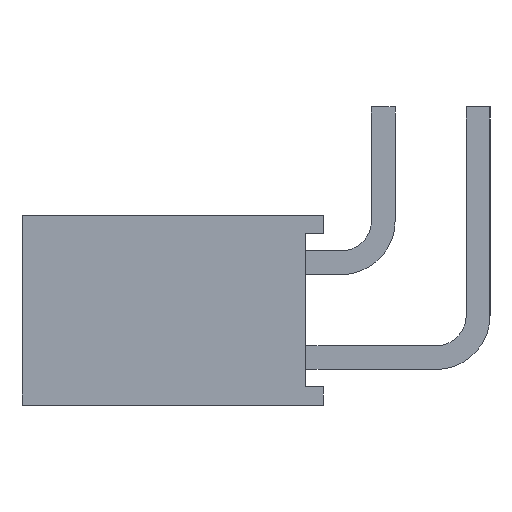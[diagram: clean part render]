
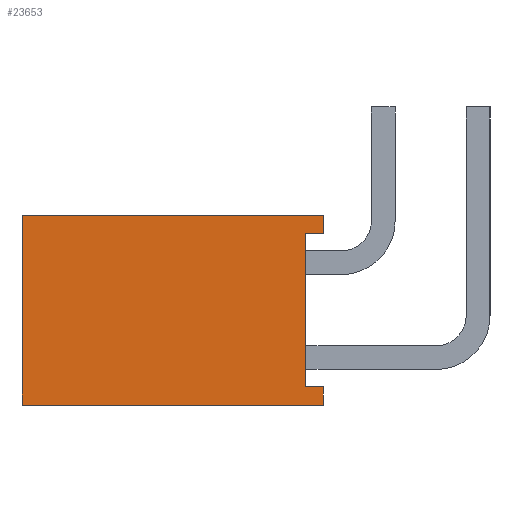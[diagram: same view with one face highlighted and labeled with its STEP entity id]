
A CAD part, left-side view. The second image highlights one B-rep face of the part: STEP entity #23653.
In plain terms, the highlighted planar face has unit normal (-1, 0, 0).
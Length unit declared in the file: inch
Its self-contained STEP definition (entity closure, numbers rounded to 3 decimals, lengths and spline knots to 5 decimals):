
#979=ORIENTED_EDGE('',*,*,#7753,.T.);
#980=ORIENTED_EDGE('',*,*,#7453,.T.);
#981=ORIENTED_EDGE('',*,*,#7619,.F.);
#982=ORIENTED_EDGE('',*,*,#7823,.F.);
#983=ORIENTED_EDGE('',*,*,#7613,.T.);
#984=ORIENTED_EDGE('',*,*,#7545,.T.);
#985=ORIENTED_EDGE('',*,*,#7822,.T.);
#986=ORIENTED_EDGE('',*,*,#7824,.T.);
#7453=EDGE_CURVE('',#10922,#10921,#13233,.T.);
#7545=EDGE_CURVE('',#11014,#11013,#13325,.T.);
#7613=EDGE_CURVE('',#11059,#11014,#13393,.T.);
#7619=EDGE_CURVE('',#11063,#10921,#13399,.T.);
#7753=EDGE_CURVE('',#11152,#10922,#13533,.T.);
#7822=EDGE_CURVE('',#11013,#11198,#13602,.T.);
#7823=EDGE_CURVE('',#11059,#11063,#13603,.T.);
#7824=EDGE_CURVE('',#11198,#11152,#13604,.T.);
#10921=VERTEX_POINT('',#32961);
#10922=VERTEX_POINT('',#32963);
#11013=VERTEX_POINT('',#33168);
#11014=VERTEX_POINT('',#33170);
#11059=VERTEX_POINT('',#33284);
#11063=VERTEX_POINT('',#33294);
#11152=VERTEX_POINT('',#33539);
#11198=VERTEX_POINT('',#33678);
#13233=LINE('',#32962,#16437);
#13325=LINE('',#33169,#16529);
#13393=LINE('',#33283,#16597);
#13399=LINE('',#33295,#16603);
#13533=LINE('',#33541,#16737);
#13602=LINE('',#33679,#16806);
#13603=LINE('',#33681,#16807);
#13604=LINE('',#33682,#16808);
#16437=VECTOR('',#26573,39.37008);
#16529=VECTOR('',#26711,39.37008);
#16597=VECTOR('',#26781,39.37008);
#16603=VECTOR('',#26789,39.37008);
#16737=VECTOR('',#26969,39.37008);
#16806=VECTOR('',#27084,39.37008);
#16807=VECTOR('',#27087,39.37008);
#16808=VECTOR('',#27088,39.37008);
#19645=EDGE_LOOP('',(#979,#980,#981,#982,#983,#984,#985,#986));
#21069=FACE_BOUND('',#19645,.T.);
#22493=PLANE('',#24971);
#23653=ADVANCED_FACE('',(#21069),#22493,.F.);
#24971=AXIS2_PLACEMENT_3D('',#33680,#27085,#27086);
#26573=DIRECTION('',(0.,0.,1.));
#26711=DIRECTION('',(0.,0.,1.));
#26781=DIRECTION('',(0.,-1.,0.));
#26789=DIRECTION('',(0.,-1.,0.));
#26969=DIRECTION('',(0.,-1.,0.));
#27084=DIRECTION('',(0.,1.,0.));
#27085=DIRECTION('',(1.,0.,0.));
#27086=DIRECTION('',(0.,0.,-1.));
#27087=DIRECTION('',(0.,0.,1.));
#27088=DIRECTION('',(0.,0.,1.));
#32961=CARTESIAN_POINT('',(0.,0.,0.07875));
#32962=CARTESIAN_POINT('',(0.,0.,-0.07875));
#32963=CARTESIAN_POINT('',(0.,0.,0.06375));
#33168=CARTESIAN_POINT('',(0.,0.,-0.06375));
#33169=CARTESIAN_POINT('',(0.,0.,-0.07875));
#33170=CARTESIAN_POINT('',(0.,0.,-0.07875));
#33283=CARTESIAN_POINT('',(0.,0.25,-0.07875));
#33284=CARTESIAN_POINT('',(0.,0.25,-0.07875));
#33294=CARTESIAN_POINT('',(0.,0.25,0.07875));
#33295=CARTESIAN_POINT('',(0.,0.25,0.07875));
#33539=CARTESIAN_POINT('',(0.,0.015,0.06375));
#33541=CARTESIAN_POINT('',(0.,0.015,0.06375));
#33678=CARTESIAN_POINT('',(0.,0.015,-0.06375));
#33679=CARTESIAN_POINT('',(0.,0.,-0.06375));
#33680=CARTESIAN_POINT('',(0.,0.25,-0.07875));
#33681=CARTESIAN_POINT('',(0.,0.25,-0.07875));
#33682=CARTESIAN_POINT('',(0.,0.015,-0.06375));
